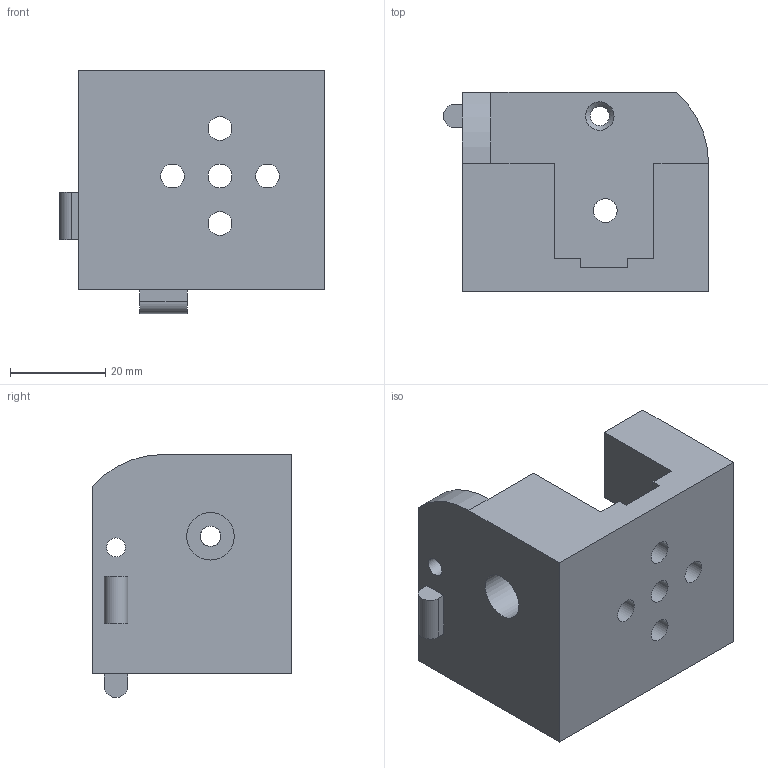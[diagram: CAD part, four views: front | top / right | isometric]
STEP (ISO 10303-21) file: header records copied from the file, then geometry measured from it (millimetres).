
FILE_DESCRIPTION(/* description */ (''),/* implementation_level */ '2;1');
FILE_NAME(/* name */ 'ATC_CornerBlock_2x.step',/* time_stamp */ '2021-01-06T23:25:08+01:00',/* author */ (''),/* organization */ (''),/* preprocessor_version */ 'ST-DEVELOPER v18.1',/* originating_system */ 'Autodesk Translation Framework v9.7.0.1280',/* authorisation */ '');
FILE_SCHEMA (('AUTOMOTIVE_DESIGN { 1 0 10303 214 3 1 1 }'));
Length unit declared in the file: millimetre
Products named in the file (1): ATC_CornerBlock_2x
Bounding box: 55.78 x 42 x 51.16 mm (x, y, z)
Volume: 50193.5 mm3; surface area: 16199.1 mm2
Topology: 1 solids, 1 shells, 64 faces, 173 edges, 114 vertices
Faces by surface type: plane 44, cylinder 18, cone 2
Full cylindrical faces by diameter (mm): 4 x2, 4.3 x2, 5 x6, 6 x1, 10 x3
Entity records: 2090 total; most frequent: CARTESIAN_POINT 352, DIRECTION 348, ORIENTED_EDGE 346, EDGE_CURVE 173, LINE 128, VECTOR 128, VERTEX_POINT 114, AXIS2_PLACEMENT_3D 110
